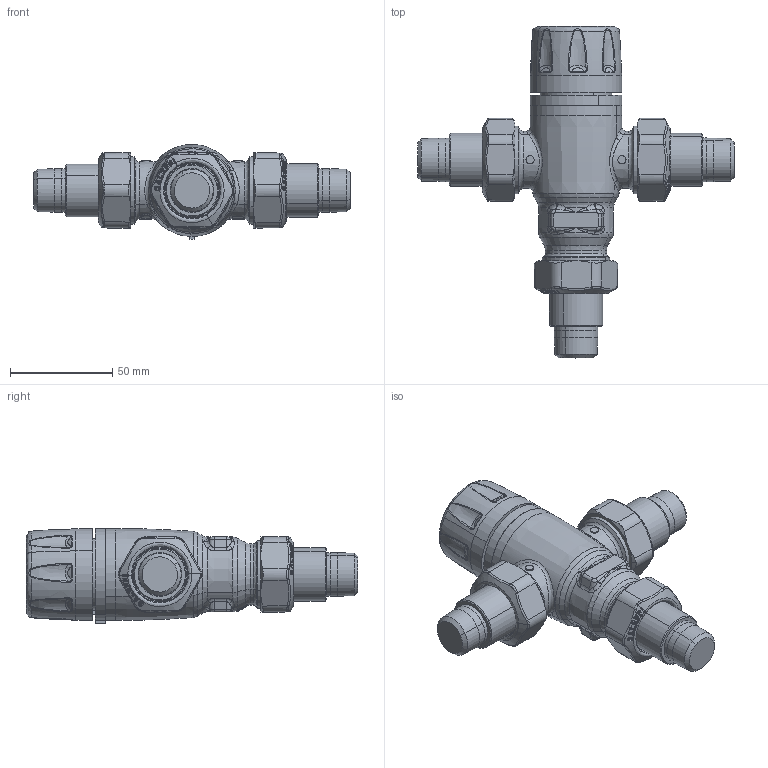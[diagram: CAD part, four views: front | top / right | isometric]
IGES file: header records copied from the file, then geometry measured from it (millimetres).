
Start section:  PTC IGES file: 521400AC (IGS).igs
Global section: file name: 521400AC (IGS).igs; native system: Creo Parametric by PTC Inc.; preprocessor: 2016050; author: sparenzan; organization: Unknown; date: 20170710.082337; units: inch
Bounding box: 155 x 162.55 x 46.5 mm (x, y, z)
Surface area: 50627.2 mm2 (no closed solid volume)
Topology: 0 solids, 0 shells, 1379 faces, 6575 edges, 6531 vertices
Faces by surface type: bspline 761, revolution 356, extrusion 262
